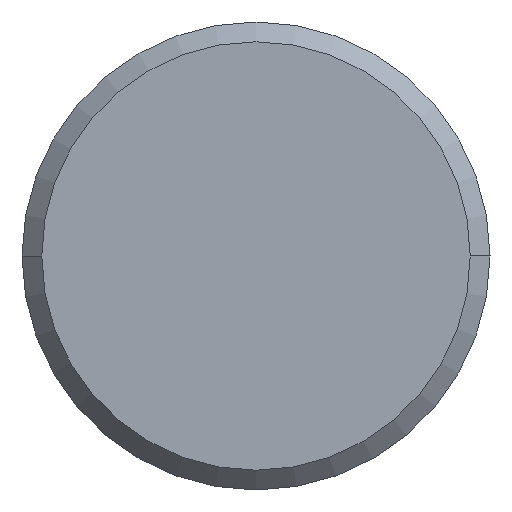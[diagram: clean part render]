
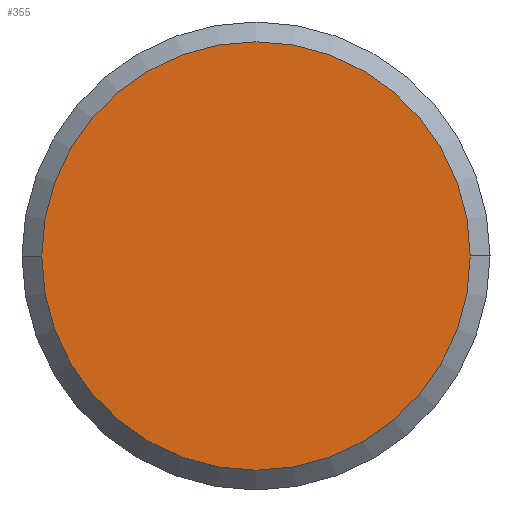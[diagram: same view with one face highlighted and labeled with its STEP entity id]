
A CAD part, front view. The second image highlights one B-rep face of the part: STEP entity #355.
In plain terms, the highlighted planar face has unit normal (0, -1, 0).
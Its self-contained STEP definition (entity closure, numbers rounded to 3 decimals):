
#187=VERTEX_POINT('',#522);
#355=ADVANCED_FACE('',(#705),#706,.T.);
#451=VERTEX_POINT('',#814);
#465=EDGE_CURVE('',#187,#451,#831,.T.);
#497=EDGE_CURVE('',#451,#187,#867,.T.);
#522=CARTESIAN_POINT('',(-7.323,-19.338,0.0));
#705=FACE_OUTER_BOUND('',#1214,.T.);
#706=PLANE('',#1215);
#814=CARTESIAN_POINT('',(7.323,-19.338,0.));
#831=CIRCLE('',#1404,7.323);
#867=CIRCLE('',#1474,7.323);
#1214=EDGE_LOOP('',(#1671,#1672));
#1215=AXIS2_PLACEMENT_3D('',#1673,#1674,#1675);
#1404=AXIS2_PLACEMENT_3D('',#1840,#1841,#1842);
#1474=AXIS2_PLACEMENT_3D('',#1887,#1888,#1889);
#1671=ORIENTED_EDGE('',*,*,#465,.F.);
#1672=ORIENTED_EDGE('',*,*,#497,.F.);
#1673=CARTESIAN_POINT('',(-3.662,-19.338,0.0));
#1674=DIRECTION('',(0.,-1.0,0.0));
#1675=DIRECTION('',(1.0,0.,0.0));
#1840=CARTESIAN_POINT('',(0.,-19.338,0.0));
#1841=DIRECTION('',(0.,1.0,0.0));
#1842=DIRECTION('',(-1.0,0.,0.0));
#1887=CARTESIAN_POINT('',(0.,-19.338,0.0));
#1888=DIRECTION('',(0.,1.0,0.0));
#1889=DIRECTION('',(-1.0,0.,0.0));
